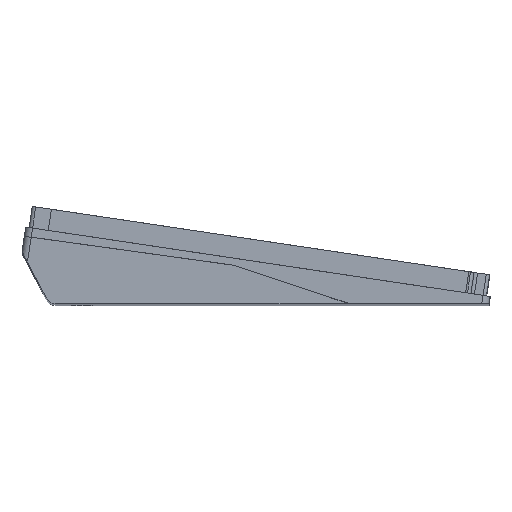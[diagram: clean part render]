
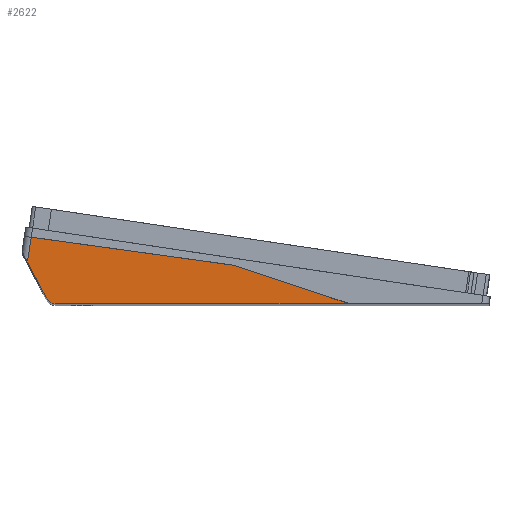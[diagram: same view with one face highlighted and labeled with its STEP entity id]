
A CAD part, top view. The second image highlights one B-rep face of the part: STEP entity #2622.
In plain terms, the highlighted planar face has unit normal (0, 0, 1).
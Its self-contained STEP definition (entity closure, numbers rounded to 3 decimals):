
#36 = AXIS2_PLACEMENT_3D ( 'NONE', #4684, #4682, #4681 ) ;
#37 = AXIS2_PLACEMENT_3D ( 'NONE', #4677, #4675, #4674 ) ;
#58 = AXIS2_PLACEMENT_3D ( 'NONE', #3959, #3957, #3956 ) ;
#211 = AXIS2_PLACEMENT_3D ( 'NONE', #1253, #1251, #1250 ) ;
#1250 = DIRECTION ( 'NONE',  ( -1., 0., 0. ) ) ;
#1251 = DIRECTION ( 'NONE',  ( 0., 0., -1. ) ) ;
#1253 = CARTESIAN_POINT ( 'NONE',  ( -54.063, -48.443, 345.262 ) ) ;
#1254 = PLANE ( 'NONE',  #211 ) ;
#2622 = ADVANCED_FACE ( 'NONE', ( #5142 ), #1254, .F. ) ;
#3301 = ORIENTED_EDGE ( 'NONE', *, *, #5225, .T. ) ;
#3302 = ORIENTED_EDGE ( 'NONE', *, *, #5226, .T. ) ;
#3303 = ORIENTED_EDGE ( 'NONE', *, *, #5221, .T. ) ;
#3304 = ORIENTED_EDGE ( 'NONE', *, *, #5227, .T. ) ;
#3305 = ORIENTED_EDGE ( 'NONE', *, *, #6543, .F. ) ;
#3306 = ORIENTED_EDGE ( 'NONE', *, *, #6560, .T. ) ;
#3307 = ORIENTED_EDGE ( 'NONE', *, *, #4792, .F. ) ;
#3308 = ORIENTED_EDGE ( 'NONE', *, *, #5228, .T. ) ;
#3639 = EDGE_LOOP ( 'NONE', ( #3301, #3302, #3303, #3304, #3305, #3306, #3307, #3308 ) ) ;
#3751 = DIRECTION ( 'NONE',  ( -0.991, 0.137, 0. ) ) ;
#3752 = CARTESIAN_POINT ( 'NONE',  ( 18.225, -9.51, 345.262 ) ) ;
#3956 = DIRECTION ( 'NONE',  ( -1., 0., 0. ) ) ;
#3957 = DIRECTION ( 'NONE',  ( 0., 0., 1. ) ) ;
#3959 = CARTESIAN_POINT ( 'NONE',  ( -32.753, -17.354, 345.262 ) ) ;
#4011 = DIRECTION ( 'NONE',  ( -0.462, 0.887, 0. ) ) ;
#4013 = CARTESIAN_POINT ( 'NONE',  ( -34.574, -20.354, 345.262 ) ) ;
#4078 = CARTESIAN_POINT ( 'NONE',  ( -39.67, -1.488, 345.262 ) ) ;
#4084 = CARTESIAN_POINT ( 'NONE',  ( 17.305, -9.382, 345.262 ) ) ;
#4085 = CARTESIAN_POINT ( 'NONE',  ( -40.724, -8.539, 345.262 ) ) ;
#4087 = CARTESIAN_POINT ( 'NONE',  ( -35.414, -18.739, 345.262 ) ) ;
#4193 = CARTESIAN_POINT ( 'NONE',  ( -32.753, -20.354, 345.262 ) ) ;
#4195 = CARTESIAN_POINT ( 'NONE',  ( 52.263, -20.354, 345.262 ) ) ;
#4524 = CARTESIAN_POINT ( 'NONE',  ( 49.09, -19.837, 345.262 ) ) ;
#4526 = CARTESIAN_POINT ( 'NONE',  ( 19.105, -9.804, 345.262 ) ) ;
#4674 = DIRECTION ( 'NONE',  ( -1., 0., 0. ) ) ;
#4675 = DIRECTION ( 'NONE',  ( 0., 0., -1. ) ) ;
#4676 = DIRECTION ( 'NONE',  ( -1., 0., 0. ) ) ;
#4677 = CARTESIAN_POINT ( 'NONE',  ( 52.263, -10.354, 345.262 ) ) ;
#4678 = CARTESIAN_POINT ( 'NONE',  ( 90.635, -20.354, 345.262 ) ) ;
#4679 = DIRECTION ( 'NONE',  ( -0.148, -0.989, 0. ) ) ;
#4680 = CARTESIAN_POINT ( 'NONE',  ( -46.849, -49.522, 345.262 ) ) ;
#4681 = DIRECTION ( 'NONE',  ( -1., 0., 0. ) ) ;
#4682 = DIRECTION ( 'NONE',  ( 0., 0., 1. ) ) ;
#4684 = CARTESIAN_POINT ( 'NONE',  ( 15.932, -19.288, 345.262 ) ) ;
#4686 = DIRECTION ( 'NONE',  ( -0.948, 0.317, 0. ) ) ;
#4687 = CARTESIAN_POINT ( 'NONE',  ( 50.635, -20.354, 345.262 ) ) ;
#4792 = EDGE_CURVE ( 'NONE', #6430, #6432, #5494, .T. ) ;
#5142 = FACE_OUTER_BOUND ( 'NONE', #3639, .T. ) ;
#5221 = EDGE_CURVE ( 'NONE', #6518, #6521, #5704, .T. ) ;
#5225 = EDGE_CURVE ( 'NONE', #5867, #5866, #5708, .T. ) ;
#5226 = EDGE_CURVE ( 'NONE', #5866, #6518, #5711, .T. ) ;
#5227 = EDGE_CURVE ( 'NONE', #6521, #6517, #5710, .T. ) ;
#5228 = EDGE_CURVE ( 'NONE', #6430, #5867, #5714, .T. ) ;
#5494 = LINE ( 'NONE', #4678, #5495 ) ;
#5495 = VECTOR ( 'NONE', #4676, 1000. ) ;
#5704 = LINE ( 'NONE', #3752, #5705 ) ;
#5705 = VECTOR ( 'NONE', #3751, 1000. ) ;
#5708 = LINE ( 'NONE', #4687, #5709 ) ;
#5709 = VECTOR ( 'NONE', #4686, 1000. ) ;
#5710 = LINE ( 'NONE', #4680, #5712 ) ;
#5711 = CIRCLE ( 'NONE', #36, 10. ) ;
#5712 = VECTOR ( 'NONE', #4679, 1000. ) ;
#5714 = CIRCLE ( 'NONE', #37, 10. ) ;
#5790 = LINE ( 'NONE', #4013, #5791 ) ;
#5791 = VECTOR ( 'NONE', #4011, 1000. ) ;
#5816 = CIRCLE ( 'NONE', #58, 3. ) ;
#5866 = VERTEX_POINT ( 'NONE', #4526 ) ;
#5867 = VERTEX_POINT ( 'NONE', #4524 ) ;
#6430 = VERTEX_POINT ( 'NONE', #4195 ) ;
#6432 = VERTEX_POINT ( 'NONE', #4193 ) ;
#6516 = VERTEX_POINT ( 'NONE', #4087 ) ;
#6517 = VERTEX_POINT ( 'NONE', #4085 ) ;
#6518 = VERTEX_POINT ( 'NONE', #4084 ) ;
#6521 = VERTEX_POINT ( 'NONE', #4078 ) ;
#6543 = EDGE_CURVE ( 'NONE', #6516, #6517, #5790, .T. ) ;
#6560 = EDGE_CURVE ( 'NONE', #6516, #6432, #5816, .T. ) ;
